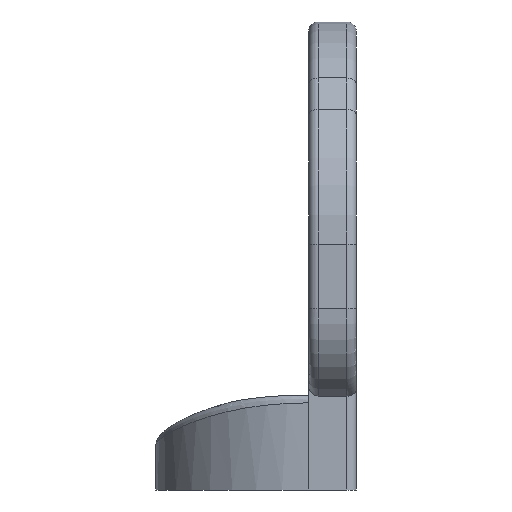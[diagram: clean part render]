
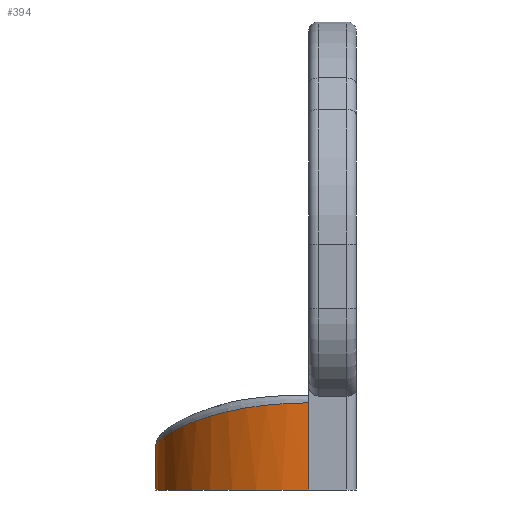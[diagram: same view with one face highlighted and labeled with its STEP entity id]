
A CAD part, left-side view. The second image highlights one B-rep face of the part: STEP entity #394.
In plain terms, the highlighted cylindrical face has radius 16 mm (diameter 32 mm), a partial arc.
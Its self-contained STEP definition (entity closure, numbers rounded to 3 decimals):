
#8 = EDGE_CURVE ( 'NONE', #2386, #1689, #2952, .T. ) ;
#42 = CARTESIAN_POINT ( 'NONE',  ( 21.469, 21., -44.294 ) ) ;
#59 = CARTESIAN_POINT ( 'NONE',  ( 16.828, 20.15, -43.383 ) ) ;
#168 = CYLINDRICAL_SURFACE ( 'NONE', #1602, 16. ) ;
#181 = DIRECTION ( 'NONE',  ( 0., 0., 1. ) ) ;
#185 = VECTOR ( 'NONE', #181, 1000. ) ;
#289 = DIRECTION ( 'NONE',  ( 0., 0., -1. ) ) ;
#298 = CARTESIAN_POINT ( 'NONE',  ( 16.334, 19.972, -43.264 ) ) ;
#325 = CARTESIAN_POINT ( 'NONE',  ( 6.107, 7.139, -39.917 ) ) ;
#357 = CARTESIAN_POINT ( 'NONE',  ( 12.283, 17.722, -42.13 ) ) ;
#394 = ADVANCED_FACE ( 'NONE', ( #2396 ), #168, .T. ) ;
#435 = LINE ( 'NONE', #1431, #185 ) ;
#463 = EDGE_CURVE ( 'NONE', #1715, #1689, #435, .T. ) ;
#580 = CARTESIAN_POINT ( 'NONE',  ( 6.535, 9.24, -40.078 ) ) ;
#594 = CARTESIAN_POINT ( 'NONE',  ( 9.996, 15.628, -41.368 ) ) ;
#804 = ORIENTED_EDGE ( 'NONE', *, *, #463, .F. ) ;
#852 = CARTESIAN_POINT ( 'NONE',  ( 8.459, 13.538, -40.799 ) ) ;
#944 = CARTESIAN_POINT ( 'NONE',  ( 6., 5., -39.877 ) ) ;
#993 = EDGE_CURVE ( 'NONE', #1674, #1715, #3132, .T. ) ;
#1100 = CARTESIAN_POINT ( 'NONE',  ( 6.848, 10.245, -40.195 ) ) ;
#1176 = DIRECTION ( 'NONE',  ( 0., 0., 1. ) ) ;
#1213 = EDGE_CURVE ( 'NONE', #1674, #2386, #2132, .T. ) ;
#1266 = CARTESIAN_POINT ( 'NONE',  ( 14.896, 19.374, -42.9 ) ) ;
#1300 = ORIENTED_EDGE ( 'NONE', *, *, #8, .T. ) ;
#1431 = CARTESIAN_POINT ( 'NONE',  ( 22., 21., -44. ) ) ;
#1488 = CARTESIAN_POINT ( 'NONE',  ( 19.367, 20.791, -43.928 ) ) ;
#1503 = CARTESIAN_POINT ( 'NONE',  ( 17.829, 20.456, -43.611 ) ) ;
#1519 = CARTESIAN_POINT ( 'NONE',  ( 19.89, 20.869, -44.026 ) ) ;
#1560 = CARTESIAN_POINT ( 'NONE',  ( 22., 21., -44.372 ) ) ;
#1579 = CARTESIAN_POINT ( 'NONE',  ( 7.457, 11.692, -40.423 ) ) ;
#1594 = CARTESIAN_POINT ( 'NONE',  ( 11.093, 16.718, -41.743 ) ) ;
#1602 = AXIS2_PLACEMENT_3D ( 'NONE', #1927, #1176, #2676 ) ;
#1647 = CARTESIAN_POINT ( 'NONE',  ( 22., 21., -44.372 ) ) ;
#1674 = VERTEX_POINT ( 'NONE', #2701 ) ;
#1689 = VERTEX_POINT ( 'NONE', #1647 ) ;
#1715 = VERTEX_POINT ( 'NONE', #1984 ) ;
#1788 = CARTESIAN_POINT ( 'NONE',  ( 18.337, 20.584, -43.72 ) ) ;
#1912 = CARTESIAN_POINT ( 'NONE',  ( 6., 5., 0. ) ) ;
#1927 = CARTESIAN_POINT ( 'NONE',  ( 22., 5., -44. ) ) ;
#1984 = CARTESIAN_POINT ( 'NONE',  ( 22., 21., -49. ) ) ;
#2068 = ORIENTED_EDGE ( 'NONE', *, *, #1213, .T. ) ;
#2073 = CARTESIAN_POINT ( 'NONE',  ( 13.989, 18.888, -42.647 ) ) ;
#2077 = CARTESIAN_POINT ( 'NONE',  ( 6., 6.075, -39.877 ) ) ;
#2096 = CARTESIAN_POINT ( 'NONE',  ( 7.684, 12.163, -40.508 ) ) ;
#2111 = CARTESIAN_POINT ( 'NONE',  ( 12.701, 18.031, -42.26 ) ) ;
#2113 = DIRECTION ( 'NONE',  ( 0., 0., 1. ) ) ;
#2132 = LINE ( 'NONE', #1912, #2245 ) ;
#2181 = EDGE_LOOP ( 'NONE', ( #2068, #1300, #804, #3228 ) ) ;
#2245 = VECTOR ( 'NONE', #2113, 1000. ) ;
#2329 = CARTESIAN_POINT ( 'NONE',  ( 20.94, 20.974, -44.209 ) ) ;
#2386 = VERTEX_POINT ( 'NONE', #944 ) ;
#2396 = FACE_OUTER_BOUND ( 'NONE', #2181, .T. ) ;
#2531 = CARTESIAN_POINT ( 'NONE',  ( 22., 5., -49. ) ) ;
#2576 = CARTESIAN_POINT ( 'NONE',  ( 6., 5., -39.877 ) ) ;
#2610 = CARTESIAN_POINT ( 'NONE',  ( 11.477, 17.064, -41.871 ) ) ;
#2676 = DIRECTION ( 'NONE',  ( 1., 0., 0. ) ) ;
#2701 = CARTESIAN_POINT ( 'NONE',  ( 6., 5., -49. ) ) ;
#2851 = CARTESIAN_POINT ( 'NONE',  ( 9.337, 14.835, -41.128 ) ) ;
#2873 = AXIS2_PLACEMENT_3D ( 'NONE', #2531, #289, #3054 ) ;
#2952 = B_SPLINE_CURVE_WITH_KNOTS ( 'NONE', 3,
 ( #2576, #2077, #325, #580, #1100, #1579, #2096, #3098, #852, #2851, #594, #1594, #2610, #357, #2111, #2073, #1266, #298, #59, #1503, #1788, #1488, #1519, #2329, #42, #1560 ),
 .UNSPECIFIED., .F., .F.,
 ( 4, 2, 2, 2, 2, 2, 2, 2, 2, 2, 2, 2, 4 ),
 ( 0., 0.003, 0.006, 0.008, 0.01, 0.013, 0.014, 0.016, 0.019, 0.021, 0.022, 0.024, 0.026 ),
 .UNSPECIFIED. ) ;
#3054 = DIRECTION ( 'NONE',  ( -1., 0., 0. ) ) ;
#3098 = CARTESIAN_POINT ( 'NONE',  ( 8.183, 13.086, -40.696 ) ) ;
#3132 = CIRCLE ( 'NONE', #2873, 16. ) ;
#3228 = ORIENTED_EDGE ( 'NONE', *, *, #993, .F. ) ;
